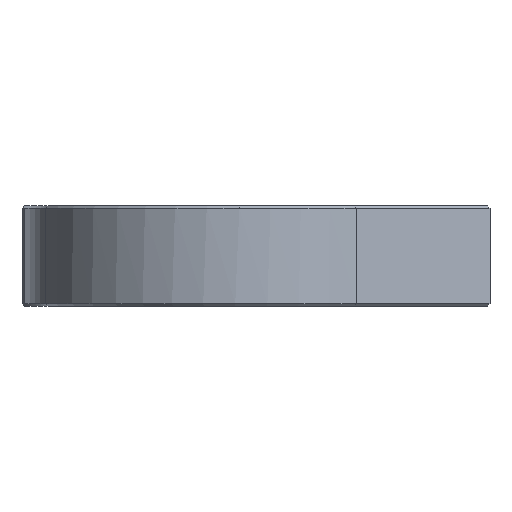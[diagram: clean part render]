
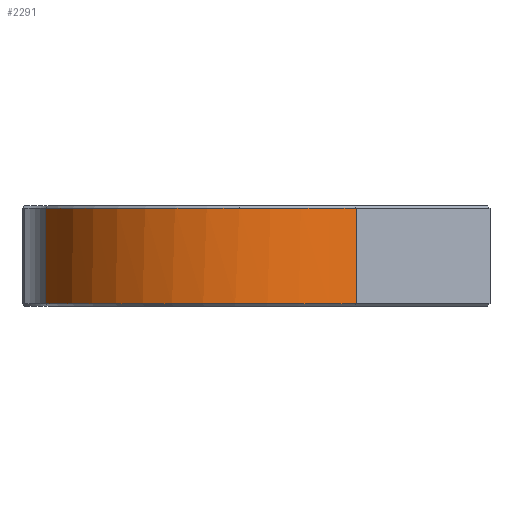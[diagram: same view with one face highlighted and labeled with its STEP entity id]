
A CAD part, left-side view. The second image highlights one B-rep face of the part: STEP entity #2291.
In plain terms, the highlighted cylindrical face has radius 24 mm (diameter 48 mm), a partial arc.
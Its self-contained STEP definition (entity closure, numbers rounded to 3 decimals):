
#270 = CARTESIAN_POINT ( 'NONE',  ( -6.279, 23.164, -12. ) ) ;
#567 = EDGE_CURVE ( 'NONE', #5996, #5619, #8623, .T. ) ;
#656 = FACE_OUTER_BOUND ( 'NONE', #4835, .T. ) ;
#776 = ORIENTED_EDGE ( 'NONE', *, *, #5536, .T. ) ;
#1114 = ORIENTED_EDGE ( 'NONE', *, *, #567, .T. ) ;
#1289 = CARTESIAN_POINT ( 'NONE',  ( -6.279, 23.164, -11.7 ) ) ;
#1587 = DIRECTION ( 'NONE',  ( 0., 0., 1. ) ) ;
#1741 = CARTESIAN_POINT ( 'NONE',  ( 0., 0., -0.3 ) ) ;
#1983 = ORIENTED_EDGE ( 'NONE', *, *, #8422, .T. ) ;
#2189 = AXIS2_PLACEMENT_3D ( 'NONE', #1741, #10256, #6014 ) ;
#2291 = ADVANCED_FACE ( 'NONE', ( #656 ), #3595, .T. ) ;
#2347 = EDGE_CURVE ( 'NONE', #9558, #4250, #5723, .T. ) ;
#2804 = DIRECTION ( 'NONE',  ( 0., 0., -1. ) ) ;
#2922 = LINE ( 'NONE', #270, #10867 ) ;
#3100 = ORIENTED_EDGE ( 'NONE', *, *, #8171, .T. ) ;
#3155 = CARTESIAN_POINT ( 'NONE',  ( 0., 0., -11.7 ) ) ;
#3226 = CARTESIAN_POINT ( 'NONE',  ( -6.279, 23.164, -0.3 ) ) ;
#3302 = DIRECTION ( 'NONE',  ( 1., 0., 0. ) ) ;
#3370 = CARTESIAN_POINT ( 'NONE',  ( -19.492, -14.002, -0.3 ) ) ;
#3384 = AXIS2_PLACEMENT_3D ( 'NONE', #7878, #2804, #3678 ) ;
#3436 = CIRCLE ( 'NONE', #3384, 24. ) ;
#3595 = CYLINDRICAL_SURFACE ( 'NONE', #5624, 24. ) ;
#3678 = DIRECTION ( 'NONE',  ( -1., 0., 0. ) ) ;
#3839 = DIRECTION ( 'NONE',  ( 0., 0., -1. ) ) ;
#4250 = VERTEX_POINT ( 'NONE', #3226 ) ;
#4552 = VERTEX_POINT ( 'NONE', #3370 ) ;
#4835 = EDGE_LOOP ( 'NONE', ( #3100, #1983, #7985, #776, #1114 ) ) ;
#4863 = CARTESIAN_POINT ( 'NONE',  ( -19.492, -14.002, -11.7 ) ) ;
#5536 = EDGE_CURVE ( 'NONE', #4250, #5996, #2922, .T. ) ;
#5619 = VERTEX_POINT ( 'NONE', #4863 ) ;
#5624 = AXIS2_PLACEMENT_3D ( 'NONE', #9226, #9158, #3302 ) ;
#5723 = CIRCLE ( 'NONE', #2189, 24. ) ;
#5996 = VERTEX_POINT ( 'NONE', #1289 ) ;
#6014 = DIRECTION ( 'NONE',  ( -1., 0., 0. ) ) ;
#6561 = VECTOR ( 'NONE', #1587, 1000. ) ;
#7878 = CARTESIAN_POINT ( 'NONE',  ( 0., 0., -0.3 ) ) ;
#7985 = ORIENTED_EDGE ( 'NONE', *, *, #2347, .T. ) ;
#8171 = EDGE_CURVE ( 'NONE', #5619, #4552, #9732, .T. ) ;
#8208 = DIRECTION ( 'NONE',  ( -1., 0., 0. ) ) ;
#8389 = CARTESIAN_POINT ( 'NONE',  ( -24., 0., -0.3 ) ) ;
#8422 = EDGE_CURVE ( 'NONE', #4552, #9558, #3436, .T. ) ;
#8623 = CIRCLE ( 'NONE', #10538, 24. ) ;
#9059 = DIRECTION ( 'NONE',  ( 0., 0., 1. ) ) ;
#9158 = DIRECTION ( 'NONE',  ( 0., 0., 1. ) ) ;
#9226 = CARTESIAN_POINT ( 'NONE',  ( 0., 0., -12. ) ) ;
#9558 = VERTEX_POINT ( 'NONE', #8389 ) ;
#9732 = LINE ( 'NONE', #10889, #6561 ) ;
#10256 = DIRECTION ( 'NONE',  ( 0., 0., -1. ) ) ;
#10538 = AXIS2_PLACEMENT_3D ( 'NONE', #3155, #9059, #8208 ) ;
#10867 = VECTOR ( 'NONE', #3839, 1000. ) ;
#10889 = CARTESIAN_POINT ( 'NONE',  ( -19.492, -14.002, -12. ) ) ;
